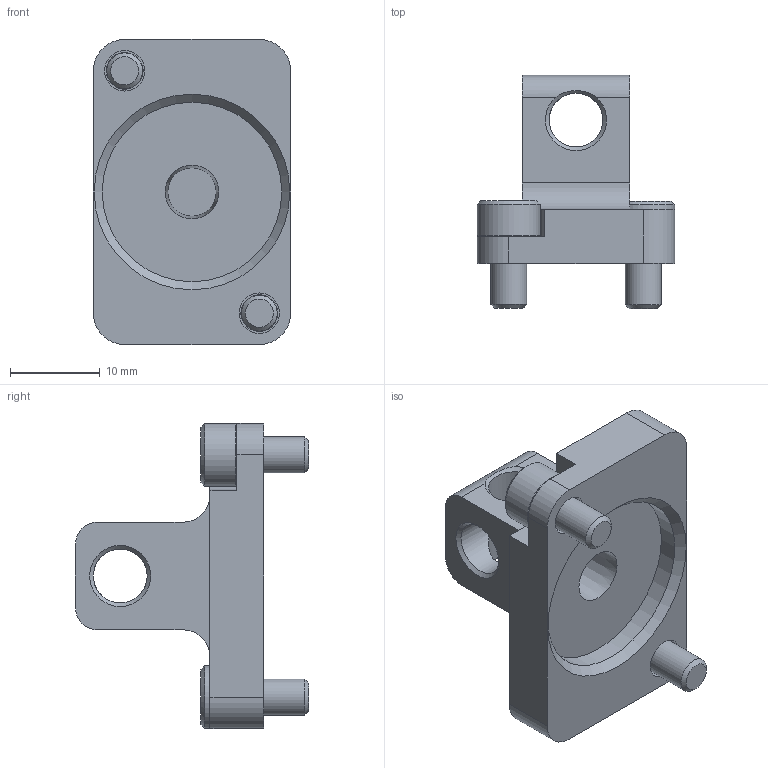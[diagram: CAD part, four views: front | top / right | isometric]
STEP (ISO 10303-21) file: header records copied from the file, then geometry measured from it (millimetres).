
FILE_DESCRIPTION(/* description */ ('STEP AP214'),/* implementation_level */ '2;1');
FILE_NAME(/* name */ '151926_SZSB-20',/* time_stamp */ '2024-09-15T15:20:49+02:00',/* author */ ('License CC BY-ND 4.0'),/* organization */ ('CADENAS'),/* preprocessor_version */ 'ST-DEVELOPER v19.3',/* originating_system */ 'PARTsolutions',/* authorisation */ ' ');
FILE_SCHEMA (('AUTOMOTIVE_DESIGN {1 0 10303 214 3 1 1}'));
Length unit declared in the file: millimetre
Products named in the file (3): 151926 SZSB-20; 151926 SZSB-20_G; DIN-912 - M4x8(F)
Assembly tree (3 placements, depth 2):
  151926 SZSB-20
    151926 SZSB-20_G
    DIN-912 - M4x8(F)  x2
Bounding box: 22 x 26 x 34 mm (x, y, z)
Volume: 4982.7 mm3; surface area: 3802.7 mm2
Topology: 3 solids, 3 shells, 98 faces, 221 edges, 130 vertices
Faces by surface type: plane 49, cone 28, cylinder 21
Full cylindrical faces by diameter (mm): 4 x2, 4.5 x2, 6 x4, 7 x2, 20 x1
Entity records: 1978 total; most frequent: CARTESIAN_POINT 347, DIRECTION 342, ORIENTED_EDGE 282, EDGE_CURVE 141, AXIS2_PLACEMENT_3D 135, FACE_BOUND 101, EDGE_LOOP 100, VERTEX_POINT 96
